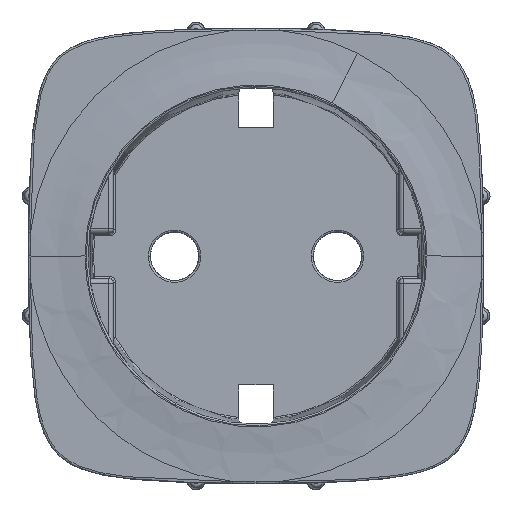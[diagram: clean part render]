
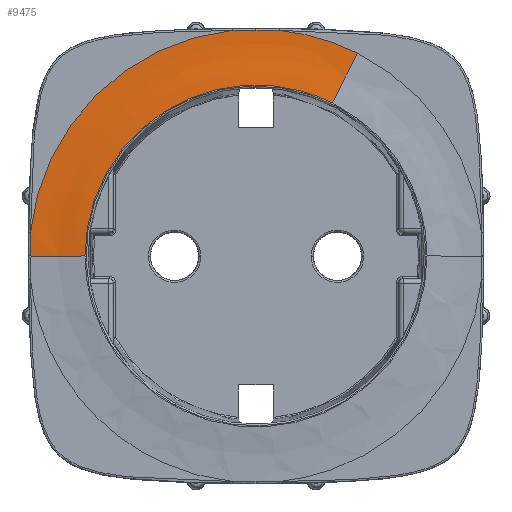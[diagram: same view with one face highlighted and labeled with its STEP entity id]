
A CAD part, top view. The second image highlights one B-rep face of the part: STEP entity #9475.
In plain terms, the highlighted free-form (B-spline) face has degree [5, 4] with [9, 5] control points.
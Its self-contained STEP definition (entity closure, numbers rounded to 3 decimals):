
#5176=AXIS2_PLACEMENT_3D('Circle Axis2P3D',#5174,#5175,$) ;
#5195=AXIS2_PLACEMENT_3D('Circle Axis2P3D',#5193,#5194,$) ;
#5171=CARTESIAN_POINT('Vertex',(2.696,26.312,11.)) ;
#5174=CARTESIAN_POINT('Axis2P3D Location',(0.,0.,11.)) ;
#5178=CARTESIAN_POINT('Vertex',(11.829,23.658,11.)) ;
#5193=CARTESIAN_POINT('Axis2P3D Location',(0.,0.,11.)) ;
#5197=CARTESIAN_POINT('Vertex',(-26.312,2.696,11.)) ;
#5199=CARTESIAN_POINT('Vertex',(-2.699,26.312,11.)) ;
#5329=CARTESIAN_POINT('Control Point',(11.829,23.658,11.)) ;
#5330=CARTESIAN_POINT('Control Point',(11.245,22.491,11.)) ;
#5331=CARTESIAN_POINT('Control Point',(10.665,21.33,11.)) ;
#5332=CARTESIAN_POINT('Control Point',(10.086,20.171,11.22)) ;
#5333=CARTESIAN_POINT('Control Point',(9.505,19.011,11.55)) ;
#5334=CARTESIAN_POINT('Control Point',(8.922,17.844,11.55)) ;
#5335=CARTESIAN_POINT('Vertex',(8.922,17.844,11.55)) ;
#5386=CARTESIAN_POINT('Vertex',(-19.95,0.,11.55)) ;
#5390=CARTESIAN_POINT('Control Point',(-19.95,0.,11.55)) ;
#5391=CARTESIAN_POINT('Control Point',(-19.95,2.045,11.55)) ;
#5392=CARTESIAN_POINT('Control Point',(-19.688,4.09,11.55)) ;
#5393=CARTESIAN_POINT('Control Point',(-19.164,6.089,11.55)) ;
#5394=CARTESIAN_POINT('Control Point',(-17.616,9.91,11.55)) ;
#5395=CARTESIAN_POINT('Control Point',(-15.155,13.216,11.55)) ;
#5396=CARTESIAN_POINT('Control Point',(-13.718,14.702,11.55)) ;
#5397=CARTESIAN_POINT('Control Point',(-10.495,17.274,11.55)) ;
#5398=CARTESIAN_POINT('Control Point',(-6.73,18.949,11.55)) ;
#5399=CARTESIAN_POINT('Control Point',(-4.749,19.54,11.55)) ;
#5400=CARTESIAN_POINT('Control Point',(-0.741,20.191,11.55)) ;
#5401=CARTESIAN_POINT('Control Point',(3.302,19.826,11.55)) ;
#5402=CARTESIAN_POINT('Control Point',(5.261,19.398,11.55)) ;
#5403=CARTESIAN_POINT('Control Point',(7.147,18.732,11.55)) ;
#5404=CARTESIAN_POINT('Control Point',(8.922,17.844,11.55)) ;
#8147=CARTESIAN_POINT('Vertex',(0.,26.322,11.)) ;
#8151=CARTESIAN_POINT('Control Point',(2.696,26.312,11.)) ;
#8152=CARTESIAN_POINT('Control Point',(2.206,26.316,11.)) ;
#8153=CARTESIAN_POINT('Control Point',(1.715,26.319,11.)) ;
#8154=CARTESIAN_POINT('Control Point',(1.223,26.32,11.)) ;
#8155=CARTESIAN_POINT('Control Point',(0.682,26.321,11.)) ;
#8156=CARTESIAN_POINT('Control Point',(0.141,26.322,11.)) ;
#8157=CARTESIAN_POINT('Control Point',(0.094,26.322,11.)) ;
#8158=CARTESIAN_POINT('Control Point',(0.047,26.322,11.)) ;
#8159=CARTESIAN_POINT('Control Point',(0.,26.322,11.)) ;
#9135=CARTESIAN_POINT('Control Point',(0.,26.322,11.)) ;
#9136=CARTESIAN_POINT('Control Point',(-0.489,26.322,11.)) ;
#9137=CARTESIAN_POINT('Control Point',(-0.978,26.321,11.)) ;
#9138=CARTESIAN_POINT('Control Point',(-1.466,26.32,11.)) ;
#9139=CARTESIAN_POINT('Control Point',(-2.005,26.317,11.)) ;
#9140=CARTESIAN_POINT('Control Point',(-2.541,26.313,11.)) ;
#9141=CARTESIAN_POINT('Control Point',(-2.593,26.313,11.)) ;
#9142=CARTESIAN_POINT('Control Point',(-2.646,26.313,11.)) ;
#9143=CARTESIAN_POINT('Control Point',(-2.699,26.312,11.)) ;
#9396=CARTESIAN_POINT('Control Point',(11.829,23.658,11.)) ;
#9397=CARTESIAN_POINT('Control Point',(11.099,22.199,11.)) ;
#9398=CARTESIAN_POINT('Control Point',(10.375,20.751,11.)) ;
#9399=CARTESIAN_POINT('Control Point',(9.651,19.302,11.55)) ;
#9400=CARTESIAN_POINT('Control Point',(8.922,17.844,11.55)) ;
#9401=CARTESIAN_POINT('Control Point',(5.408,26.868,11.)) ;
#9402=CARTESIAN_POINT('Control Point',(5.074,25.212,11.)) ;
#9403=CARTESIAN_POINT('Control Point',(4.743,23.567,11.)) ;
#9404=CARTESIAN_POINT('Control Point',(4.412,21.922,11.55)) ;
#9405=CARTESIAN_POINT('Control Point',(4.079,20.265,11.55)) ;
#9406=CARTESIAN_POINT('Control Point',(-2.103,27.9,11.)) ;
#9407=CARTESIAN_POINT('Control Point',(-2.033,26.21,11.)) ;
#9408=CARTESIAN_POINT('Control Point',(-1.963,24.531,11.)) ;
#9409=CARTESIAN_POINT('Control Point',(-1.656,22.734,11.55)) ;
#9410=CARTESIAN_POINT('Control Point',(-1.586,21.044,11.55)) ;
#9411=CARTESIAN_POINT('Control Point',(-9.688,26.25,11.)) ;
#9412=CARTESIAN_POINT('Control Point',(-9.219,24.599,11.)) ;
#9413=CARTESIAN_POINT('Control Point',(-8.755,22.969,11.)) ;
#9414=CARTESIAN_POINT('Control Point',(-7.776,21.451,11.55)) ;
#9415=CARTESIAN_POINT('Control Point',(-7.307,19.799,11.55)) ;
#9416=CARTESIAN_POINT('Control Point',(-19.288,20.158,11.)) ;
#9417=CARTESIAN_POINT('Control Point',(-18.208,18.812,11.)) ;
#9418=CARTESIAN_POINT('Control Point',(-17.145,17.486,11.)) ;
#9419=CARTESIAN_POINT('Control Point',(-15.628,16.55,11.55)) ;
#9420=CARTESIAN_POINT('Control Point',(-14.548,15.204,11.55)) ;
#9421=CARTESIAN_POINT('Control Point',(-24.622,10.629,11.)) ;
#9422=CARTESIAN_POINT('Control Point',(-23.151,9.87,11.)) ;
#9423=CARTESIAN_POINT('Control Point',(-21.696,9.119,11.)) ;
#9424=CARTESIAN_POINT('Control Point',(-20.043,8.776,11.55)) ;
#9425=CARTESIAN_POINT('Control Point',(-18.572,8.017,11.55)) ;
#9426=CARTESIAN_POINT('Control Point',(-25.841,7.18,11.)) ;
#9427=CARTESIAN_POINT('Control Point',(-24.273,6.643,11.)) ;
#9428=CARTESIAN_POINT('Control Point',(-22.722,6.111,11.)) ;
#9429=CARTESIAN_POINT('Control Point',(-21.058,5.953,11.55)) ;
#9430=CARTESIAN_POINT('Control Point',(-19.491,5.416,11.55)) ;
#9431=CARTESIAN_POINT('Control Point',(-26.45,3.59,11.)) ;
#9432=CARTESIAN_POINT('Control Point',(-24.83,3.289,11.)) ;
#9433=CARTESIAN_POINT('Control Point',(-23.225,2.99,11.)) ;
#9434=CARTESIAN_POINT('Control Point',(-21.57,3.009,11.55)) ;
#9435=CARTESIAN_POINT('Control Point',(-19.95,2.708,11.55)) ;
#9436=CARTESIAN_POINT('Control Point',(-26.45,0.,11.)) ;
#9437=CARTESIAN_POINT('Control Point',(-24.821,-0.065,11.)) ;
#9438=CARTESIAN_POINT('Control Point',(-23.205,-0.13,11.)) ;
#9439=CARTESIAN_POINT('Control Point',(-21.579,0.065,11.55)) ;
#9440=CARTESIAN_POINT('Control Point',(-19.95,0.,11.55)) ;
#9442=CARTESIAN_POINT('Control Point',(-26.322,-0.005,11.)) ;
#9443=CARTESIAN_POINT('Control Point',(-25.044,-0.056,11.001)) ;
#9444=CARTESIAN_POINT('Control Point',(-23.775,-0.101,11.013)) ;
#9445=CARTESIAN_POINT('Control Point',(-22.504,-0.048,11.233)) ;
#9446=CARTESIAN_POINT('Control Point',(-21.228,0.051,11.55)) ;
#9447=CARTESIAN_POINT('Control Point',(-19.95,0.,11.55)) ;
#9448=CARTESIAN_POINT('Vertex',(-26.322,-0.005,11.)) ;
#9452=CARTESIAN_POINT('Control Point',(-26.312,2.696,11.)) ;
#9453=CARTESIAN_POINT('Control Point',(-26.319,1.793,11.)) ;
#9454=CARTESIAN_POINT('Control Point',(-26.322,0.896,11.)) ;
#9455=CARTESIAN_POINT('Control Point',(-26.322,0.,11.)) ;
#9456=CARTESIAN_POINT('Vertex',(-26.322,0.,11.)) ;
#9460=CARTESIAN_POINT('Control Point',(-26.322,0.,11.)) ;
#9461=CARTESIAN_POINT('Control Point',(-26.322,-0.003,11.)) ;
#9462=CARTESIAN_POINT('Control Point',(-26.322,-0.005,11.)) ;
#5175=DIRECTION('Axis2P3D Direction',(0.,0.,-1.)) ;
#5194=DIRECTION('Axis2P3D Direction',(0.,0.,-1.)) ;
#9465=ORIENTED_EDGE('',*,*,#9450,.T.) ;
#9466=ORIENTED_EDGE('',*,*,#5405,.T.) ;
#9467=ORIENTED_EDGE('',*,*,#5337,.F.) ;
#9468=ORIENTED_EDGE('',*,*,#5180,.F.) ;
#9469=ORIENTED_EDGE('',*,*,#8160,.T.) ;
#9470=ORIENTED_EDGE('',*,*,#9144,.T.) ;
#9471=ORIENTED_EDGE('',*,*,#5201,.F.) ;
#9472=ORIENTED_EDGE('',*,*,#9458,.T.) ;
#9473=ORIENTED_EDGE('',*,*,#9463,.T.) ;
#9475=ADVANCED_FACE('PartBody',(#9474),#9395,.T.) ;
#5328=B_SPLINE_CURVE_WITH_KNOTS('',5,(#5329,#5330,#5331,#5332,#5333,#5334),.UNSPECIFIED.,.F.,.U.,(6,6),(0.,6.523),.UNSPECIFIED.) ;
#5389=B_SPLINE_CURVE_WITH_KNOTS('',5,(#5390,#5391,#5392,#5393,#5394,#5395,#5396,#5397,#5398,#5399,#5400,#5401,#5402,#5403,#5404),.UNSPECIFIED.,.F.,.U.,(6,3,3,3,6),(0.,15.708,31.43,47.161,62.426),.UNSPECIFIED.) ;
#8150=B_SPLINE_CURVE_WITH_KNOTS('',5,(#8151,#8152,#8153,#8154,#8155,#8156,#8157,#8158,#8159),.UNSPECIFIED.,.F.,.U.,(6,3,6),(0.005,7.165,7.848),.UNSPECIFIED.) ;
#9134=B_SPLINE_CURVE_WITH_KNOTS('',5,(#9135,#9136,#9137,#9138,#9139,#9140,#9141,#9142,#9143),.UNSPECIFIED.,.F.,.U.,(6,3,6),(5.859,12.952,13.728),.UNSPECIFIED.) ;
#9441=B_SPLINE_CURVE_WITH_KNOTS('',5,(#9442,#9443,#9444,#9445,#9446,#9447),.UNSPECIFIED.,.F.,.U.,(6,6),(0.128,6.523),.UNSPECIFIED.) ;
#9451=B_SPLINE_CURVE_WITH_KNOTS('',3,(#9452,#9453,#9454,#9455),.UNSPECIFIED.,.F.,.U.,(4,4),(173.109,180.903),.UNSPECIFIED.) ;
#9459=B_SPLINE_CURVE_WITH_KNOTS('',2,(#9460,#9461,#9462),.UNSPECIFIED.,.F.,.U.,(3,3),(42.622,42.637),.UNSPECIFIED.) ;
#9395=B_SPLINE_SURFACE_WITH_KNOTS('',5,4,((#9396,#9397,#9398,#9399,#9400),(#9401,#9402,#9403,#9404,#9405),(#9406,#9407,#9408,#9409,#9410),(#9411,#9412,#9413,#9414,#9415),(#9416,#9417,#9418,#9419,#9420),(#9421,#9422,#9423,#9424,#9425),(#9426,#9427,#9428,#9429,#9430),(#9431,#9432,#9433,#9434,#9435),(#9436,#9437,#9438,#9439,#9440)),.UNSPECIFIED.,.F.,.F.,.U.,(6,3,6),(5,5),(0.,31.639,47.431),(0.,6.523),.UNSPECIFIED.) ;
#5177=CIRCLE('generated circle',#5176,26.45) ;
#5196=CIRCLE('generated circle',#5195,26.45) ;
#5180=EDGE_CURVE('',#5172,#5179,#5177,.T.) ;
#5201=EDGE_CURVE('',#5198,#5200,#5196,.T.) ;
#5337=EDGE_CURVE('',#5179,#5336,#5328,.T.) ;
#5405=EDGE_CURVE('',#5387,#5336,#5389,.T.) ;
#8160=EDGE_CURVE('',#5172,#8148,#8150,.T.) ;
#9144=EDGE_CURVE('',#8148,#5200,#9134,.T.) ;
#9450=EDGE_CURVE('',#9449,#5387,#9441,.T.) ;
#9458=EDGE_CURVE('',#5198,#9457,#9451,.T.) ;
#9463=EDGE_CURVE('',#9457,#9449,#9459,.T.) ;
#9464=EDGE_LOOP('',(#9465,#9466,#9467,#9468,#9469,#9470,#9471,#9472,#9473)) ;
#9474=FACE_OUTER_BOUND('',#9464,.T.) ;
#5172=VERTEX_POINT('',#5171) ;
#5179=VERTEX_POINT('',#5178) ;
#5198=VERTEX_POINT('',#5197) ;
#5200=VERTEX_POINT('',#5199) ;
#5336=VERTEX_POINT('',#5335) ;
#5387=VERTEX_POINT('',#5386) ;
#8148=VERTEX_POINT('',#8147) ;
#9449=VERTEX_POINT('',#9448) ;
#9457=VERTEX_POINT('',#9456) ;
